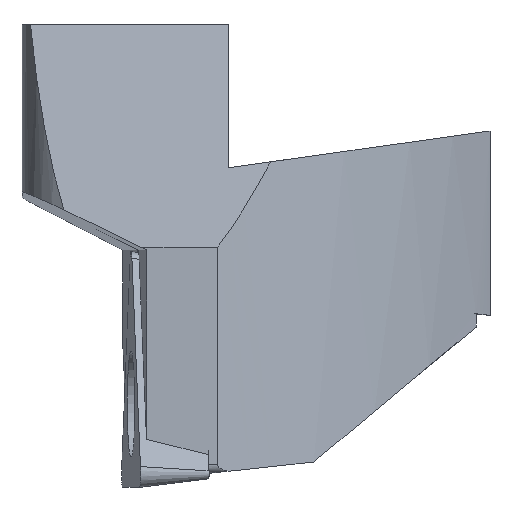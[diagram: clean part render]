
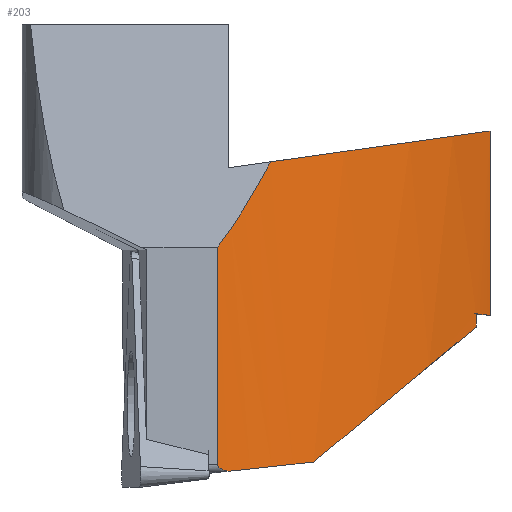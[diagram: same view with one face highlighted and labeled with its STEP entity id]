
A CAD part, left-side view. The second image highlights one B-rep face of the part: STEP entity #203.
In plain terms, the highlighted cylindrical face has radius 30.864 mm (diameter 61.728 mm), a partial arc.
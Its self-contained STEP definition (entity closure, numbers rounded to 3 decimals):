
#140=CYLINDRICAL_SURFACE('',#1388,30.864);
#148=B_SPLINE_CURVE_WITH_KNOTS('',3,(#1843,#1844,#1845,#1846,#1847,#1848,
#1849,#1850,#1851,#1852,#1853,#1854,#1855,#1856,#1857,#1858),
 .UNSPECIFIED.,.F.,.F.,(4,3,3,3,3,4),(0.,0.069,0.154,
0.31,0.813,1.),.UNSPECIFIED.);
#203=ADVANCED_FACE('',(#317),#140,.T.);
#317=FACE_OUTER_BOUND('',#373,.T.);
#373=EDGE_LOOP('',(#498,#499,#500,#501,#502,#503,#504,#505,#506));
#455=ELLIPSE('',#1383,31.034,30.864);
#456=ELLIPSE('',#1384,40.,30.864);
#457=ELLIPSE('',#1385,31.034,30.864);
#458=ELLIPSE('',#1386,31.167,30.864);
#459=ELLIPSE('',#1387,148.447,30.864);
#498=ORIENTED_EDGE('',*,*,#944,.F.);
#499=ORIENTED_EDGE('',*,*,#945,.F.);
#500=ORIENTED_EDGE('',*,*,#946,.F.);
#501=ORIENTED_EDGE('',*,*,#947,.F.);
#502=ORIENTED_EDGE('',*,*,#948,.F.);
#503=ORIENTED_EDGE('',*,*,#949,.F.);
#504=ORIENTED_EDGE('',*,*,#950,.T.);
#505=ORIENTED_EDGE('',*,*,#930,.T.);
#506=ORIENTED_EDGE('',*,*,#927,.T.);
#812=VERTEX_POINT('',#1842);
#813=VERTEX_POINT('',#1859);
#815=VERTEX_POINT('',#1865);
#825=VERTEX_POINT('',#1892);
#826=VERTEX_POINT('',#1894);
#827=VERTEX_POINT('',#1896);
#828=VERTEX_POINT('',#1898);
#829=VERTEX_POINT('',#1900);
#830=VERTEX_POINT('',#1902);
#927=EDGE_CURVE('',#813,#812,#148,.T.);
#930=EDGE_CURVE('',#815,#813,#1094,.T.);
#944=EDGE_CURVE('',#825,#812,#455,.T.);
#945=EDGE_CURVE('',#826,#825,#456,.T.);
#946=EDGE_CURVE('',#827,#826,#1106,.T.);
#947=EDGE_CURVE('',#828,#827,#457,.T.);
#948=EDGE_CURVE('',#829,#828,#1107,.T.);
#949=EDGE_CURVE('',#830,#829,#458,.T.);
#950=EDGE_CURVE('',#830,#815,#459,.T.);
#1094=LINE('',#1864,#1201);
#1106=LINE('',#1895,#1213);
#1107=LINE('',#1899,#1214);
#1201=VECTOR('',#1506,1.);
#1213=VECTOR('',#1532,1.);
#1214=VECTOR('',#1535,1.);
#1383=AXIS2_PLACEMENT_3D('',#1891,#1528,#1529);
#1384=AXIS2_PLACEMENT_3D('',#1893,#1530,#1531);
#1385=AXIS2_PLACEMENT_3D('',#1897,#1533,#1534);
#1386=AXIS2_PLACEMENT_3D('',#1901,#1536,#1537);
#1387=AXIS2_PLACEMENT_3D('',#1903,#1538,#1539);
#1388=AXIS2_PLACEMENT_3D('',#1904,#1540,#1541);
#1506=DIRECTION('',(0.,0.,-1.));
#1528=DIRECTION('',(0.007,-0.104,-0.995));
#1529=DIRECTION('',(-0.07,0.992,-0.105));
#1530=DIRECTION('',(0.006,-0.636,-0.772));
#1531=DIRECTION('',(-0.007,0.772,-0.636));
#1532=DIRECTION('',(0.,0.,-1.));
#1533=DIRECTION('',(0.,0.105,-0.995));
#1534=DIRECTION('',(0.,-0.995,-0.105));
#1535=DIRECTION('',(0.,0.,-1.));
#1536=DIRECTION('',(0.,0.139,0.99));
#1537=DIRECTION('',(0.,0.99,-0.139));
#1538=DIRECTION('',(0.976,0.069,-0.208));
#1539=DIRECTION('',(-0.207,-0.015,-0.978));
#1540=DIRECTION('',(0.,0.,-1.));
#1541=DIRECTION('',(-1.,0.,0.));
#1842=CARTESIAN_POINT('',(-25.881,-5.998,-17.38));
#1843=CARTESIAN_POINT('',(-26.099,-5.4,-17.));
#1844=CARTESIAN_POINT('',(-26.099,-5.4,-17.018));
#1845=CARTESIAN_POINT('',(-26.097,-5.404,-17.036));
#1846=CARTESIAN_POINT('',(-26.095,-5.41,-17.053));
#1847=CARTESIAN_POINT('',(-26.092,-5.418,-17.074));
#1848=CARTESIAN_POINT('',(-26.088,-5.43,-17.093));
#1849=CARTESIAN_POINT('',(-26.083,-5.443,-17.11));
#1850=CARTESIAN_POINT('',(-26.075,-5.468,-17.141));
#1851=CARTESIAN_POINT('',(-26.064,-5.499,-17.166));
#1852=CARTESIAN_POINT('',(-26.052,-5.531,-17.189));
#1853=CARTESIAN_POINT('',(-26.016,-5.633,-17.26));
#1854=CARTESIAN_POINT('',(-25.973,-5.75,-17.305));
#1855=CARTESIAN_POINT('',(-25.93,-5.867,-17.342));
#1856=CARTESIAN_POINT('',(-25.914,-5.91,-17.356));
#1857=CARTESIAN_POINT('',(-25.897,-5.954,-17.369));
#1858=CARTESIAN_POINT('',(-25.881,-5.998,-17.38));
#1859=CARTESIAN_POINT('',(-26.099,-5.4,-17.));
#1864=CARTESIAN_POINT('',(-26.099,-5.4,10.));
#1865=CARTESIAN_POINT('',(-26.099,-5.4,-4.539));
#1891=CARTESIAN_POINT('',(3.009,4.864,-18.304));
#1892=CARTESIAN_POINT('',(-23.526,-10.9,-16.849));
#1893=CARTESIAN_POINT('',(3.009,4.864,-29.646));
#1894=CARTESIAN_POINT('',(-15.,-20.201,-9.117));
#1895=CARTESIAN_POINT('',(-15.,-20.201,10.));
#1896=CARTESIAN_POINT('',(-15.,-20.201,-8.365));
#1897=CARTESIAN_POINT('',(3.009,4.864,-5.73));
#1898=CARTESIAN_POINT('',(-13.833,-21.,-8.449));
#1899=CARTESIAN_POINT('',(-13.833,-21.,10.));
#1900=CARTESIAN_POINT('',(-13.833,-21.,2.108));
#1901=CARTESIAN_POINT('',(3.009,4.864,-1.527));
#1902=CARTESIAN_POINT('',(-24.843,-8.435,0.342));
#1903=CARTESIAN_POINT('',(3.009,4.864,135.475));
#1904=CARTESIAN_POINT('',(3.009,4.864,10.));
